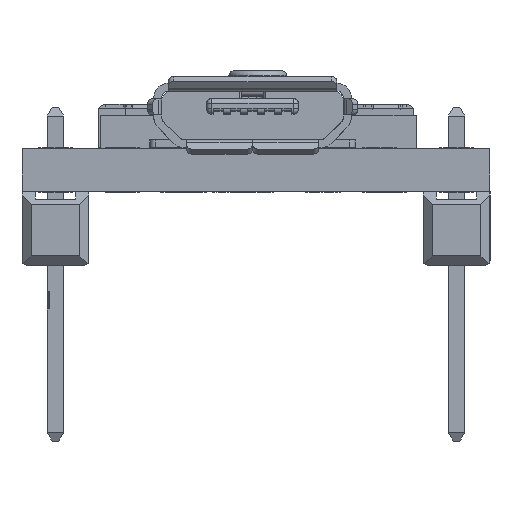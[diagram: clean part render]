
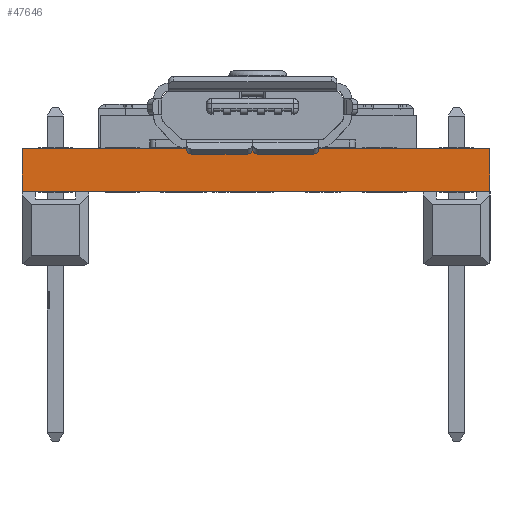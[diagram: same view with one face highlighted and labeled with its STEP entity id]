
A CAD part, left-side view. The second image highlights one B-rep face of the part: STEP entity #47646.
In plain terms, the highlighted planar face has unit normal (-1, 0, 0).
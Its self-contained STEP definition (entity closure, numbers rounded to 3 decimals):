
#3589=PLANE('',#52578);
#6221=FACE_OUTER_BOUND('',#9291,.T.);
#9291=EDGE_LOOP('',(#43645,#43646,#43647,#43648));
#13926=LINE('',#81364,#18414);
#13931=LINE('',#81494,#18419);
#13932=LINE('',#81497,#18420);
#13933=LINE('',#81498,#18421);
#18414=VECTOR('',#65827,10.);
#18419=VECTOR('',#65956,10.);
#18420=VECTOR('',#65959,10.);
#18421=VECTOR('',#65960,10.);
#24596=VERTEX_POINT('',#81357);
#24599=VERTEX_POINT('',#81362);
#24662=VERTEX_POINT('',#81492);
#24663=VERTEX_POINT('',#81496);
#30989=EDGE_CURVE('',#24599,#24596,#13926,.T.);
#31054=EDGE_CURVE('',#24599,#24662,#13931,.T.);
#31055=EDGE_CURVE('',#24663,#24662,#13932,.T.);
#31056=EDGE_CURVE('',#24596,#24663,#13933,.T.);
#43645=ORIENTED_EDGE('',*,*,#31054,.T.);
#43646=ORIENTED_EDGE('',*,*,#31055,.F.);
#43647=ORIENTED_EDGE('',*,*,#31056,.F.);
#43648=ORIENTED_EDGE('',*,*,#30989,.F.);
#47646=ADVANCED_FACE('',(#6221),#3589,.T.);
#52578=AXIS2_PLACEMENT_3D('',#81495,#65957,#65958);
#65827=DIRECTION('',(0.,1.,0.));
#65956=DIRECTION('',(0.,0.,1.));
#65957=DIRECTION('center_axis',(-1.,0.,0.));
#65958=DIRECTION('ref_axis',(0.,-1.,0.));
#65959=DIRECTION('',(0.,-1.,0.));
#65960=DIRECTION('',(0.,0.,1.));
#81357=CARTESIAN_POINT('',(-30.48,8.89,-0.815));
#81362=CARTESIAN_POINT('',(-30.48,-8.89,-0.815));
#81364=CARTESIAN_POINT('',(-30.48,-8.89,-0.815));
#81492=CARTESIAN_POINT('',(-30.48,-8.89,0.815));
#81494=CARTESIAN_POINT('',(-30.48,-8.89,0.));
#81495=CARTESIAN_POINT('Origin',(-30.48,8.89,0.));
#81496=CARTESIAN_POINT('',(-30.48,8.89,0.815));
#81497=CARTESIAN_POINT('',(-30.48,-8.89,0.815));
#81498=CARTESIAN_POINT('',(-30.48,8.89,0.));
